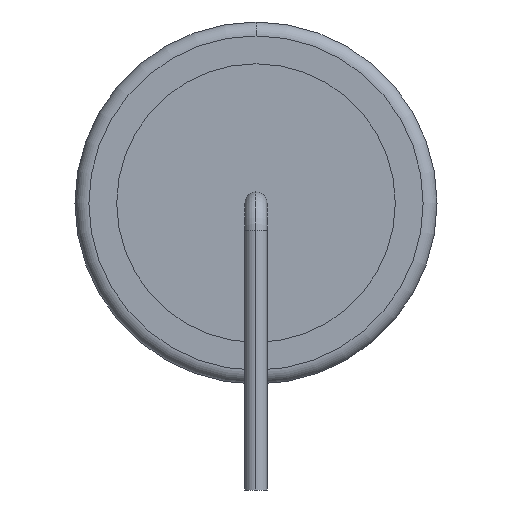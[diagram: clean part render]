
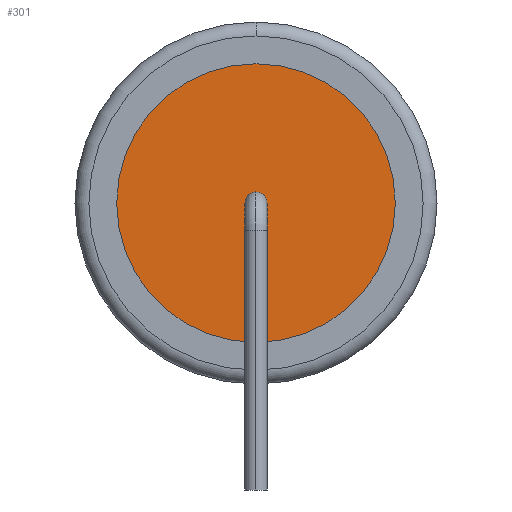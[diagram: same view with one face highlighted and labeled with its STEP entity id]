
A CAD part, left-side view. The second image highlights one B-rep face of the part: STEP entity #301.
In plain terms, the highlighted planar face has unit normal (-1, 0, 0).
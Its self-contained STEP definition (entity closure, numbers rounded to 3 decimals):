
#223=CARTESIAN_POINT('',(-15.05,-5.,6.5));
#224=VERTEX_POINT('',#223);
#240=CARTESIAN_POINT('',(-15.05,5.,6.5));
#241=VERTEX_POINT('',#240);
#248=CARTESIAN_POINT('',(-15.05,0.,6.5));
#249=DIRECTION('',(-1.0,0.0,0.0));
#250=DIRECTION('',(0.0,-1.0,0.0));
#251=AXIS2_PLACEMENT_3D('',#248,#249,#250);
#252=CIRCLE('',#251,5.0);
#253=EDGE_CURVE('',#224,#241,#252,.T.);
#264=CARTESIAN_POINT('',(-15.05,0.,6.5));
#265=DIRECTION('',(-1.0,0.0,0.0));
#266=DIRECTION('',(0.0,-1.0,0.0));
#267=AXIS2_PLACEMENT_3D('',#264,#265,#266);
#268=CIRCLE('',#267,5.0);
#269=EDGE_CURVE('',#241,#224,#268,.T.);
#292=CARTESIAN_POINT('',(-15.05,0.,6.5));
#293=DIRECTION('',(-1.0,0.0,0.0));
#294=DIRECTION('',(0.0,0.0,1.0));
#295=AXIS2_PLACEMENT_3D('',#292,#293,#294);
#296=PLANE('',#295);
#297=ORIENTED_EDGE('',*,*,#253,.T.);
#298=ORIENTED_EDGE('',*,*,#269,.T.);
#299=EDGE_LOOP('',(#297,#298));
#300=FACE_OUTER_BOUND('',#299,.T.);
#301=ADVANCED_FACE('',(#300),#296,.T.);
